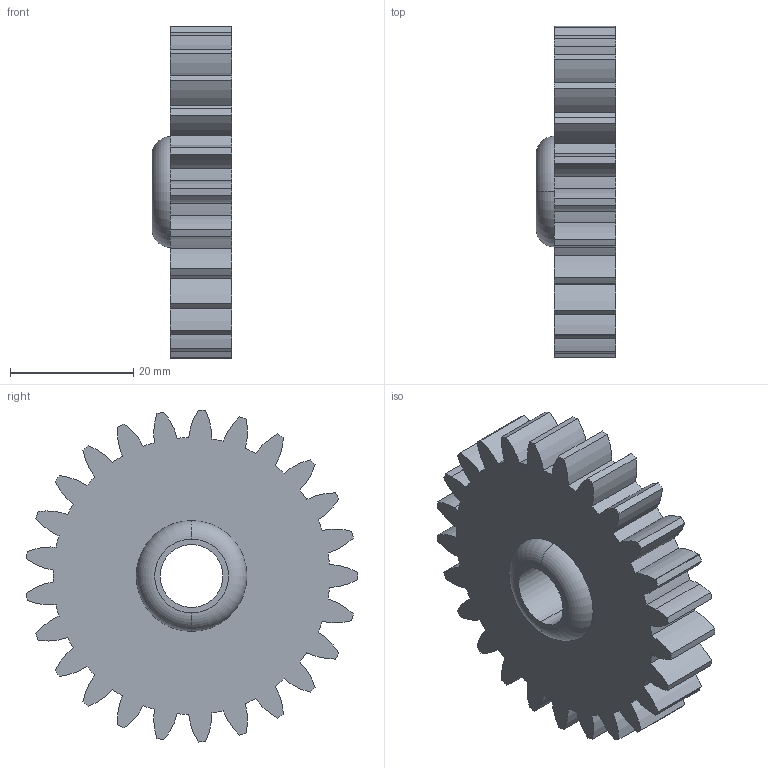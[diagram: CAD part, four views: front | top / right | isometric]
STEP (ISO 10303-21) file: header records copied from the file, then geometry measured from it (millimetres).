
FILE_DESCRIPTION (( 'STEP AP203' ), '1' );
FILE_NAME ('wheel-gear-driven-x2.STEP', '2019-10-22T11:37:55', ( '' ), ( '' ), 'SwSTEP 2.0', 'SolidWorks 2013', '' );
FILE_SCHEMA (( 'CONFIG_CONTROL_DESIGN' ));
Length unit declared in the file: millimetre
Products named in the file (1): wheel-gear-driven-x2
Bounding box: 13 x 53.85 x 53.95 mm (x, y, z)
Volume: 18717.5 mm3; surface area: 7331.4 mm2
Topology: 1 solids, 1 shells, 111 faces, 324 edges, 216 vertices
Faces by surface type: cylinder 106, plane 3, torus 2
Entity records: 3897 total; most frequent: DIRECTION 766, CARTESIAN_POINT 652, ORIENTED_EDGE 648, AXIS2_PLACEMENT_3D 330, EDGE_CURVE 324, CIRCLE 218, VERTEX_POINT 216, EDGE_LOOP 114
